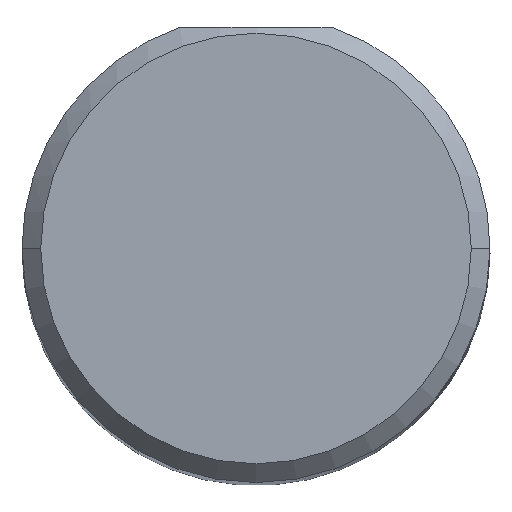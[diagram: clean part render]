
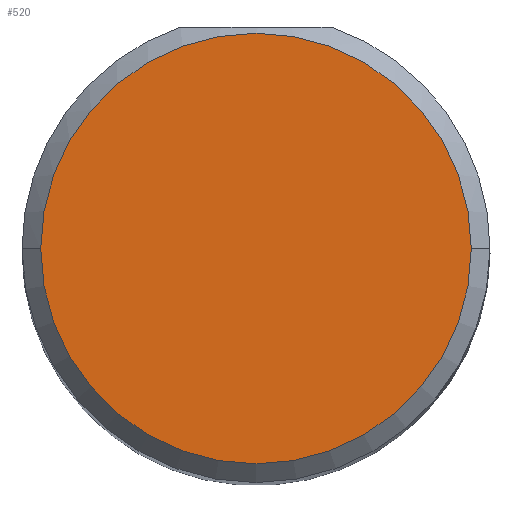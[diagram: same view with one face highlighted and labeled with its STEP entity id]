
A CAD part, top view. The second image highlights one B-rep face of the part: STEP entity #520.
In plain terms, the highlighted planar face has unit normal (0, 0, 1).
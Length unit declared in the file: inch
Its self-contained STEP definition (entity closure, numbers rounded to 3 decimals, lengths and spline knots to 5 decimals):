
#30 = VERTEX_POINT ( 'NONE', #333 ) ;
#31 = DIRECTION ( 'NONE',  ( 1., 0., 0. ) ) ;
#34 = CARTESIAN_POINT ( 'NONE',  ( 0., 0., 2.5 ) ) ;
#35 = ORIENTED_EDGE ( 'NONE', *, *, #427, .T. ) ;
#77 = DIRECTION ( 'NONE',  ( 1., 0., 0. ) ) ;
#102 = VERTEX_POINT ( 'NONE', #224 ) ;
#123 = AXIS2_PLACEMENT_3D ( 'NONE', #390, #261, #31 ) ;
#133 = AXIS2_PLACEMENT_3D ( 'NONE', #34, #353, #77 ) ;
#161 = ORIENTED_EDGE ( 'NONE', *, *, #323, .T. ) ;
#219 = CARTESIAN_POINT ( 'NONE',  ( 0., 0., 2.5 ) ) ;
#224 = CARTESIAN_POINT ( 'NONE',  ( 0.1725, 0., 2.5 ) ) ;
#237 = PLANE ( 'NONE',  #451 ) ;
#261 = DIRECTION ( 'NONE',  ( 0., 0., 1. ) ) ;
#276 = EDGE_LOOP ( 'NONE', ( #161, #35 ) ) ;
#292 = DIRECTION ( 'NONE',  ( 0., 0., 1. ) ) ;
#323 = EDGE_CURVE ( 'NONE', #30, #102, #355, .T. ) ;
#333 = CARTESIAN_POINT ( 'NONE',  ( -0.1725, 0., 2.5 ) ) ;
#353 = DIRECTION ( 'NONE',  ( 0., 0., 1. ) ) ;
#355 = CIRCLE ( 'NONE', #123, 0.1725 ) ;
#390 = CARTESIAN_POINT ( 'NONE',  ( 0., 0., 2.5 ) ) ;
#414 = DIRECTION ( 'NONE',  ( 1., 0., 0. ) ) ;
#427 = EDGE_CURVE ( 'NONE', #102, #30, #441, .T. ) ;
#441 = CIRCLE ( 'NONE', #133, 0.1725 ) ;
#451 = AXIS2_PLACEMENT_3D ( 'NONE', #219, #292, #414 ) ;
#456 = FACE_OUTER_BOUND ( 'NONE', #276, .T. ) ;
#520 = ADVANCED_FACE ( 'NONE', ( #456 ), #237, .T. ) ;
